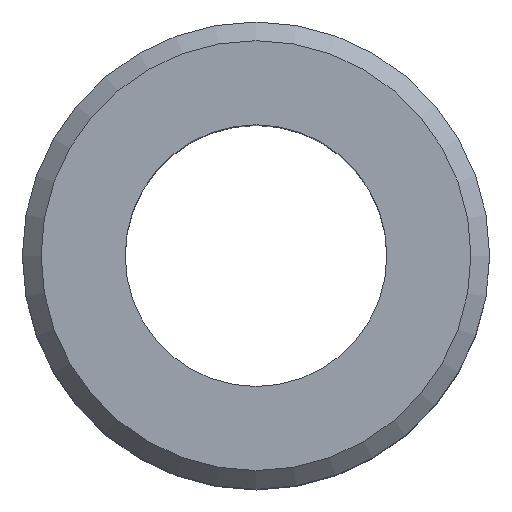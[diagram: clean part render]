
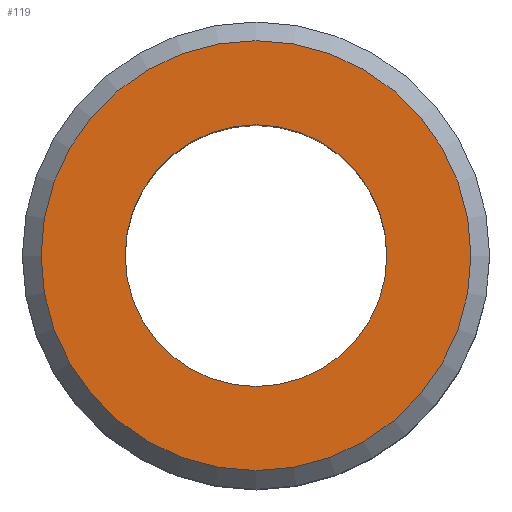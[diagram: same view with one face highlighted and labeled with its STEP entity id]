
A CAD part, top view. The second image highlights one B-rep face of the part: STEP entity #119.
In plain terms, the highlighted planar face has unit normal (0, 0, 1).
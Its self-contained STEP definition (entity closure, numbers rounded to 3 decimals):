
#16=PLANE('',#137);
#27=FACE_BOUND('',#52,.T.);
#37=FACE_OUTER_BOUND('',#51,.T.);
#51=EDGE_LOOP('',(#101));
#52=EDGE_LOOP('',(#102));
#67=CIRCLE('',#135,11.5);
#69=CIRCLE('',#138,7.);
#77=VERTEX_POINT('',#202);
#79=VERTEX_POINT('',#207);
#87=EDGE_CURVE('',#77,#77,#67,.T.);
#89=EDGE_CURVE('',#79,#79,#69,.T.);
#101=ORIENTED_EDGE('',*,*,#87,.F.);
#102=ORIENTED_EDGE('',*,*,#89,.T.);
#119=ADVANCED_FACE('',(#37,#27),#16,.T.);
#135=AXIS2_PLACEMENT_3D('',#203,#165,#166);
#137=AXIS2_PLACEMENT_3D('',#206,#169,#170);
#138=AXIS2_PLACEMENT_3D('',#208,#171,#172);
#165=DIRECTION('center_axis',(0.,0.,-1.));
#166=DIRECTION('ref_axis',(0.,-1.,0.));
#169=DIRECTION('center_axis',(0.,0.,1.));
#170=DIRECTION('ref_axis',(1.,0.,0.));
#171=DIRECTION('center_axis',(0.,0.,-1.));
#172=DIRECTION('ref_axis',(1.,0.,0.));
#202=CARTESIAN_POINT('',(0.,11.5,11.5));
#203=CARTESIAN_POINT('Origin',(0.,0.,11.5));
#206=CARTESIAN_POINT('Origin',(0.,6.25,11.5));
#207=CARTESIAN_POINT('',(7.,0.,11.5));
#208=CARTESIAN_POINT('Origin',(0.,0.,11.5));
